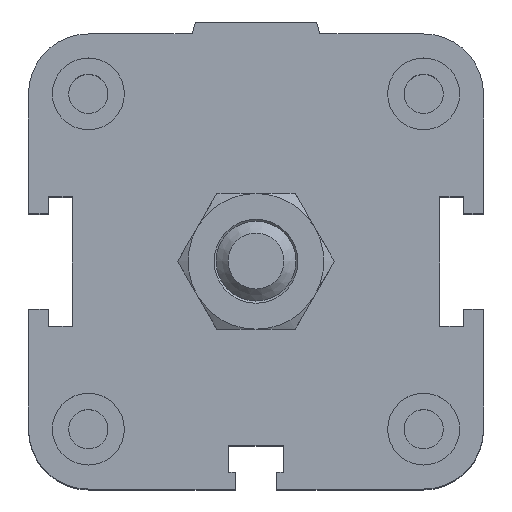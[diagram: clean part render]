
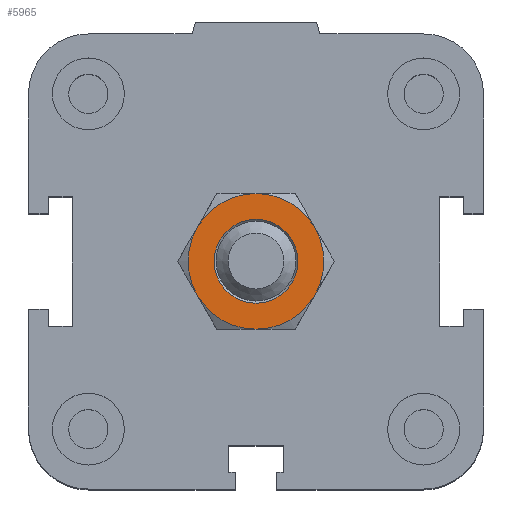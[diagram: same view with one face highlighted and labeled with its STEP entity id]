
A CAD part, top view. The second image highlights one B-rep face of the part: STEP entity #5965.
In plain terms, the highlighted planar face has unit normal (0, 0, 1).
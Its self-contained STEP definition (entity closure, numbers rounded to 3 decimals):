
#5531=CARTESIAN_POINT('',(7.361,4.25,6.));
#5532=VERTEX_POINT('',#5531);
#5546=CARTESIAN_POINT('',(0.,8.5,6.));
#5547=VERTEX_POINT('',#5546);
#5561=CARTESIAN_POINT('',(0.0,0.0,6.));
#5562=DIRECTION('',(0.0,0.0,1.));
#5563=DIRECTION('',(-0.866,-0.5,0.0));
#5564=AXIS2_PLACEMENT_3D('',#5561,#5562,#5563);
#5565=CIRCLE('',#5564,8.5);
#5566=EDGE_CURVE('',#5532,#5547,#5565,.T.);
#5578=CARTESIAN_POINT('',(7.361,-4.25,6.));
#5579=VERTEX_POINT('',#5578);
#5606=CARTESIAN_POINT('',(0.0,0.0,6.));
#5607=DIRECTION('',(0.0,0.0,1.));
#5608=DIRECTION('',(-0.866,-0.5,0.0));
#5609=AXIS2_PLACEMENT_3D('',#5606,#5607,#5608);
#5610=CIRCLE('',#5609,8.5);
#5611=EDGE_CURVE('',#5579,#5532,#5610,.T.);
#5623=CARTESIAN_POINT('',(0.,-8.5,6.));
#5624=VERTEX_POINT('',#5623);
#5651=CARTESIAN_POINT('',(0.0,0.0,6.));
#5652=DIRECTION('',(0.0,0.0,1.));
#5653=DIRECTION('',(-0.866,-0.5,0.0));
#5654=AXIS2_PLACEMENT_3D('',#5651,#5652,#5653);
#5655=CIRCLE('',#5654,8.5);
#5656=EDGE_CURVE('',#5624,#5579,#5655,.T.);
#5681=CARTESIAN_POINT('',(-7.361,-4.25,6.));
#5682=VERTEX_POINT('',#5681);
#5683=CARTESIAN_POINT('',(0.0,0.0,6.));
#5684=DIRECTION('',(0.0,0.0,1.));
#5685=DIRECTION('',(-0.866,-0.5,0.0));
#5686=AXIS2_PLACEMENT_3D('',#5683,#5684,#5685);
#5687=CIRCLE('',#5686,8.5);
#5688=EDGE_CURVE('',#5682,#5624,#5687,.T.);
#5726=CARTESIAN_POINT('',(-7.361,4.25,6.));
#5727=VERTEX_POINT('',#5726);
#5728=CARTESIAN_POINT('',(0.0,0.0,6.));
#5729=DIRECTION('',(0.0,0.0,1.));
#5730=DIRECTION('',(-0.866,-0.5,0.0));
#5731=AXIS2_PLACEMENT_3D('',#5728,#5729,#5730);
#5732=CIRCLE('',#5731,8.5);
#5733=EDGE_CURVE('',#5727,#5682,#5732,.T.);
#5771=CARTESIAN_POINT('',(0.0,0.0,6.));
#5772=DIRECTION('',(0.0,0.0,1.));
#5773=DIRECTION('',(-0.866,-0.5,0.0));
#5774=AXIS2_PLACEMENT_3D('',#5771,#5772,#5773);
#5775=CIRCLE('',#5774,8.5);
#5776=EDGE_CURVE('',#5547,#5727,#5775,.T.);
#5901=CARTESIAN_POINT('',(5.25,0.0,6.));
#5902=VERTEX_POINT('',#5901);
#5903=CARTESIAN_POINT('',(0.0,0.0,6.));
#5904=DIRECTION('',(0.0,0.0,-1.0));
#5905=DIRECTION('',(1.0,0.0,0.0));
#5906=AXIS2_PLACEMENT_3D('',#5903,#5904,#5905);
#5907=CIRCLE('',#5906,5.25);
#5908=EDGE_CURVE('',#5902,#5902,#5907,.T.);
#5949=CARTESIAN_POINT('',(0.,0.0,6.));
#5950=DIRECTION('',(0.0,0.0,1.0));
#5951=DIRECTION('',(1.0,0.0,0.0));
#5952=AXIS2_PLACEMENT_3D('',#5949,#5950,#5951);
#5953=PLANE('',#5952);
#5954=ORIENTED_EDGE('',*,*,#5776,.T.);
#5955=ORIENTED_EDGE('',*,*,#5733,.T.);
#5956=ORIENTED_EDGE('',*,*,#5688,.T.);
#5957=ORIENTED_EDGE('',*,*,#5656,.T.);
#5958=ORIENTED_EDGE('',*,*,#5611,.T.);
#5959=ORIENTED_EDGE('',*,*,#5566,.T.);
#5960=EDGE_LOOP('',(#5954,#5955,#5956,#5957,#5958,#5959));
#5961=FACE_OUTER_BOUND('',#5960,.T.);
#5962=ORIENTED_EDGE('',*,*,#5908,.T.);
#5963=EDGE_LOOP('',(#5962));
#5964=FACE_BOUND('',#5963,.T.);
#5965=ADVANCED_FACE('',(#5961,#5964),#5953,.T.);
